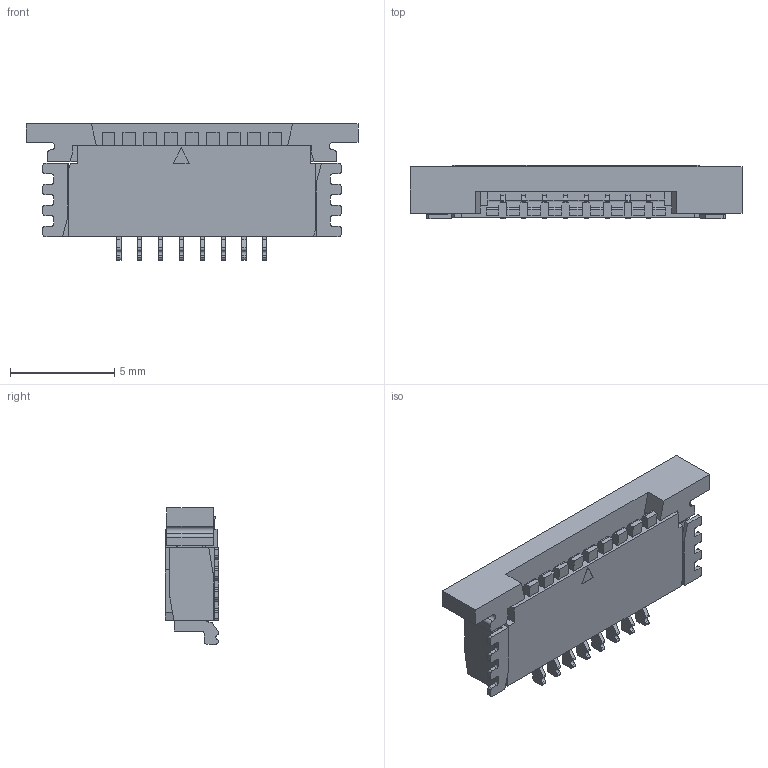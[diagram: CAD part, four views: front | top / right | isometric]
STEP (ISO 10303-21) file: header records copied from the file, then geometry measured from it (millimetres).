
FILE_DESCRIPTION((''),'2;1');
FILE_NAME('C-1735265-8','2009-05-13T',('workeradm'),('Tyco Electronics Corporation'),'PRO/ENGINEER BY PARAMETRIC TECHNOLOGY CORPORATION, 2007390','PRO/ENGINEER BY PARAMETRIC TECHNOLOGY CORPORATION, 2007390','');
FILE_SCHEMA(('AUTOMOTIVE_DESIGN { 1 0 10303 214 1 1 1 1 }'));
Length unit declared in the file: millimetre
Products named in the file (1): C-1735265-8
Bounding box: 15.93 x 2.56 x 6.54 mm (x, y, z)
Volume: 149.1 mm3; surface area: 466.3 mm2
Topology: 1 solids, 1 shells, 514 faces, 1501 edges, 986 vertices
Faces by surface type: plane 367, cylinder 147
Entity records: 17038 total; most frequent: CARTESIAN_POINT 3002, ORIENTED_EDGE 3002, DIRECTION 2823, EDGE_CURVE 1501, VECTOR 1207, LINE 1207, VERTEX_POINT 986, AXIS2_PLACEMENT_3D 808
